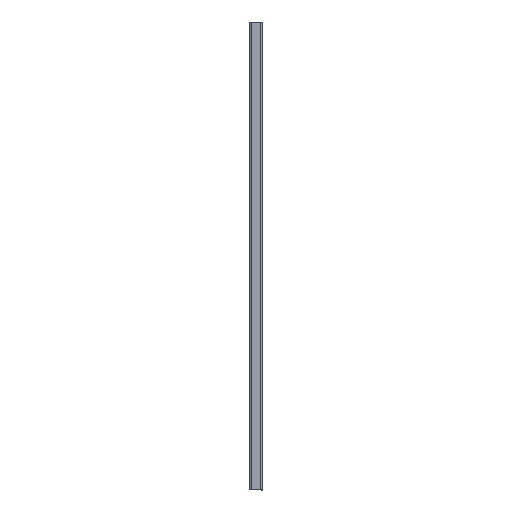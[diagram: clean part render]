
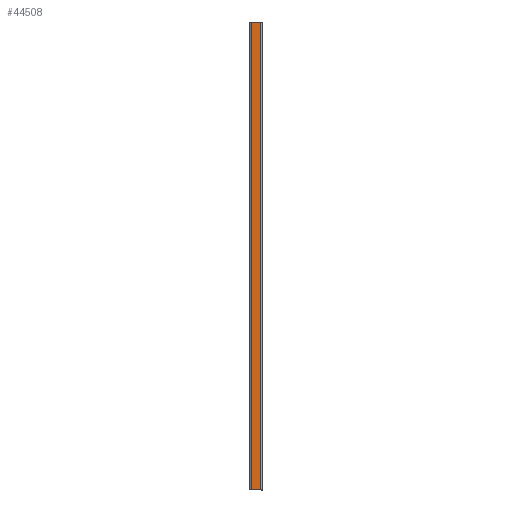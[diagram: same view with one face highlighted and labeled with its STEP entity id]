
A CAD part, left-side view. The second image highlights one B-rep face of the part: STEP entity #44508.
In plain terms, the highlighted planar face has unit normal (-1, 0, 0).
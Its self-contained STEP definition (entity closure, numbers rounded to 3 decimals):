
#2724 = CARTESIAN_POINT ( 'NONE',  ( -20.5, 18.75, -800. ) ) ;
#4278 = ORIENTED_EDGE ( 'NONE', *, *, #34732, .F. ) ;
#7309 = EDGE_LOOP ( 'NONE', ( #36328, #26447, #4278, #18722 ) ) ;
#7657 = DIRECTION ( 'NONE',  ( 0., 1., 0. ) ) ;
#10450 = PLANE ( 'NONE',  #29323 ) ;
#11096 = VECTOR ( 'NONE', #7657, 1000. ) ;
#11213 = CARTESIAN_POINT ( 'NONE',  ( -20.5, 2.25, -800. ) ) ;
#11434 = EDGE_CURVE ( 'NONE', #23287, #21533, #24696, .T. ) ;
#11868 = LINE ( 'NONE', #39611, #44112 ) ;
#12000 = VERTEX_POINT ( 'NONE', #11213 ) ;
#17109 = CARTESIAN_POINT ( 'NONE',  ( -20.5, 0., -400. ) ) ;
#18722 = ORIENTED_EDGE ( 'NONE', *, *, #45098, .T. ) ;
#20618 = DIRECTION ( 'NONE',  ( 0., 0., -1. ) ) ;
#21079 = FACE_OUTER_BOUND ( 'NONE', #7309, .T. ) ;
#21533 = VERTEX_POINT ( 'NONE', #26987 ) ;
#23287 = VERTEX_POINT ( 'NONE', #27593 ) ;
#24696 = LINE ( 'NONE', #42703, #11096 ) ;
#24964 = DIRECTION ( 'NONE',  ( 0., 0., 1. ) ) ;
#25378 = LINE ( 'NONE', #38301, #25960 ) ;
#25960 = VECTOR ( 'NONE', #24964, 1000. ) ;
#26447 = ORIENTED_EDGE ( 'NONE', *, *, #37605, .F. ) ;
#26987 = CARTESIAN_POINT ( 'NONE',  ( -20.5, 18.75, 0. ) ) ;
#27593 = CARTESIAN_POINT ( 'NONE',  ( -20.5, 2.25, 0. ) ) ;
#29323 = AXIS2_PLACEMENT_3D ( 'NONE', #17109, #38209, #20618 ) ;
#29622 = VECTOR ( 'NONE', #36659, 1000. ) ;
#34732 = EDGE_CURVE ( 'NONE', #12000, #44430, #38924, .T. ) ;
#36328 = ORIENTED_EDGE ( 'NONE', *, *, #11434, .T. ) ;
#36659 = DIRECTION ( 'NONE',  ( 0., 1., 0. ) ) ;
#37605 = EDGE_CURVE ( 'NONE', #44430, #21533, #11868, .T. ) ;
#38209 = DIRECTION ( 'NONE',  ( 1., 0., 0. ) ) ;
#38301 = CARTESIAN_POINT ( 'NONE',  ( -20.5, 2.25, -400. ) ) ;
#38924 = LINE ( 'NONE', #43522, #29622 ) ;
#39611 = CARTESIAN_POINT ( 'NONE',  ( -20.5, 18.75, -400. ) ) ;
#42703 = CARTESIAN_POINT ( 'NONE',  ( -20.5, 0., 0. ) ) ;
#43086 = DIRECTION ( 'NONE',  ( 0., 0., 1. ) ) ;
#43522 = CARTESIAN_POINT ( 'NONE',  ( -20.5, 0., -800. ) ) ;
#44112 = VECTOR ( 'NONE', #43086, 1000. ) ;
#44430 = VERTEX_POINT ( 'NONE', #2724 ) ;
#44508 = ADVANCED_FACE ( 'NONE', ( #21079 ), #10450, .F. ) ;
#45098 = EDGE_CURVE ( 'NONE', #12000, #23287, #25378, .T. ) ;
